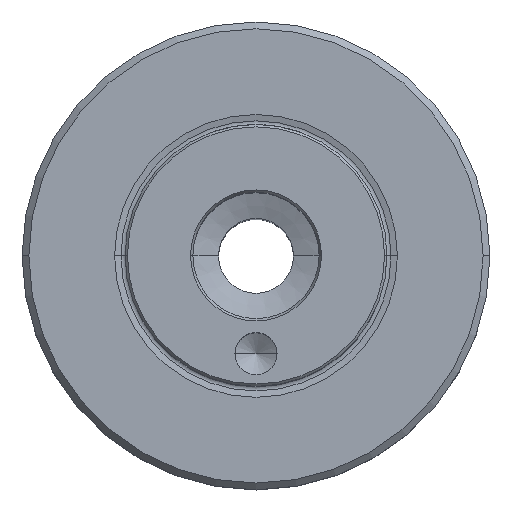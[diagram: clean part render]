
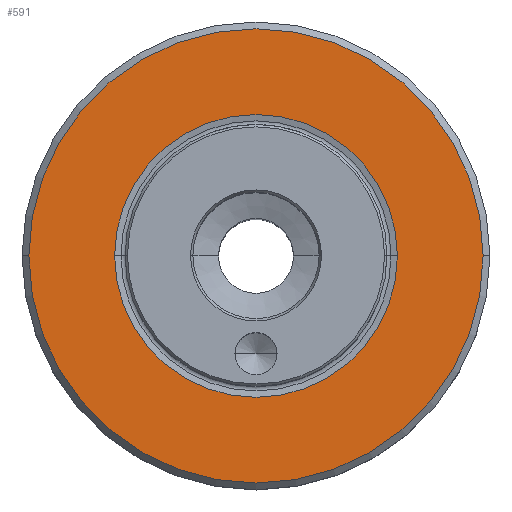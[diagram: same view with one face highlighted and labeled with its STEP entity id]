
A CAD part, top view. The second image highlights one B-rep face of the part: STEP entity #591.
In plain terms, the highlighted planar face has unit normal (0, 0, 1).
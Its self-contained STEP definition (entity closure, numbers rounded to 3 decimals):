
#539=EDGE_CURVE('NONE',#1017,#623,#1555,.T.);
#591=ADVANCED_FACE('NONE',(#1612,#1613),#1614,.T.);
#623=VERTEX_POINT('NONE',#1649);
#1017=VERTEX_POINT('NONE',#2094);
#1225=EDGE_CURVE('NONE',#1495,#1385,#2323,.T.);
#1259=EDGE_CURVE('NONE',#1385,#1495,#2363,.T.);
#1385=VERTEX_POINT('NONE',#2501);
#1449=EDGE_CURVE('NONE',#623,#1017,#2573,.T.);
#1495=VERTEX_POINT('NONE',#2623);
#1555=CIRCLE('',#2720,15.112);
#1612=FACE_OUTER_BOUND('',#2795,.T.);
#1613=FACE_BOUND('',#2796,.T.);
#1614=PLANE('',#2797);
#1649=CARTESIAN_POINT('',(15.112,0.0,0.));
#2094=CARTESIAN_POINT('',(-15.112,0.,0.));
#2323=CIRCLE('',#3958,24.275);
#2363=CIRCLE('',#4014,24.275);
#2501=CARTESIAN_POINT('',(24.275,0.,0.));
#2573=CIRCLE('',#4371,15.112);
#2623=CARTESIAN_POINT('',(-24.275,0.0,0.));
#2720=AXIS2_PLACEMENT_3D('',#4504,#4505,#4506);
#2795=EDGE_LOOP('',(#4568,#4569));
#2796=EDGE_LOOP('',(#4570,#4571));
#2797=AXIS2_PLACEMENT_3D('',#4572,#4573,#4574);
#3958=AXIS2_PLACEMENT_3D('',#5456,#5457,#5458);
#4014=AXIS2_PLACEMENT_3D('',#5514,#5515,#5516);
#4371=AXIS2_PLACEMENT_3D('',#5746,#5747,#5748);
#4504=CARTESIAN_POINT('',(0.0,0.0,0.));
#4505=DIRECTION('',(0.0,0.0,1.0));
#4506=DIRECTION('',(1.0,0.0,0.0));
#4568=ORIENTED_EDGE('',*,*,#1225,.F.);
#4569=ORIENTED_EDGE('',*,*,#1259,.F.);
#4570=ORIENTED_EDGE('',*,*,#1449,.F.);
#4571=ORIENTED_EDGE('',*,*,#539,.F.);
#4572=CARTESIAN_POINT('',(0.0,25.0,0.));
#4573=DIRECTION('',(0.0,0.0,1.0));
#4574=DIRECTION('',(1.0,0.0,0.0));
#5456=CARTESIAN_POINT('',(0.0,0.0,0.));
#5457=DIRECTION('',(0.0,0.0,-1.0));
#5458=DIRECTION('',(1.0,0.0,0.0));
#5514=CARTESIAN_POINT('',(0.0,0.0,0.));
#5515=DIRECTION('',(0.0,0.0,-1.0));
#5516=DIRECTION('',(1.0,0.0,0.0));
#5746=CARTESIAN_POINT('',(0.0,0.0,0.));
#5747=DIRECTION('',(0.0,0.0,1.0));
#5748=DIRECTION('',(1.0,0.0,0.0));
